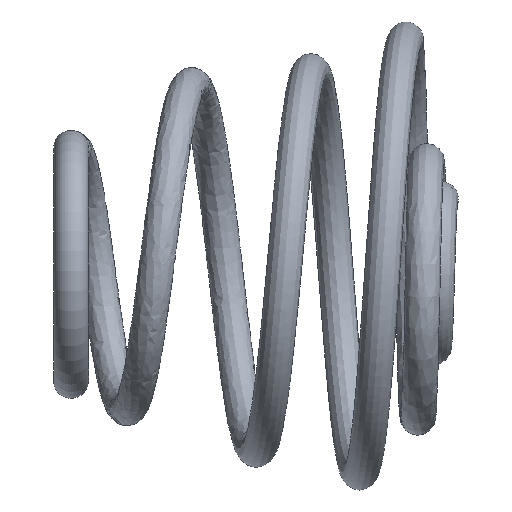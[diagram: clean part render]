
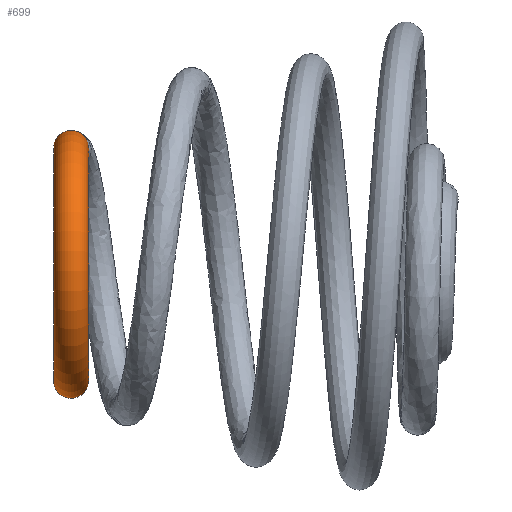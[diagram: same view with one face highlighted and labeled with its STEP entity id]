
A CAD part, left-side view. The second image highlights one B-rep face of the part: STEP entity #699.
In plain terms, the highlighted toroidal (fillet/blend) face has major radius 2.108 mm and minor radius 0.318 mm.
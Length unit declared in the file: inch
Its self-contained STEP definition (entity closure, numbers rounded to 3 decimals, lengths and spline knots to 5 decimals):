
#56 = DIRECTION ( 'NONE',  ( 0., 0., -1. ) ) ;
#58 = DIRECTION ( 'NONE',  ( 1., 0., 0. ) ) ;
#59 = CARTESIAN_POINT ( 'NONE',  ( 0., 0.239, -0.0835 ) ) ;
#63 = DIRECTION ( 'NONE',  ( 0., 0., 1. ) ) ;
#96 = DIRECTION ( 'NONE',  ( 0., 1., 0. ) ) ;
#130 = TOROIDAL_SURFACE ( 'NONE', #926, 0.083, 0.0125 ) ;
#144 = CIRCLE ( 'NONE', #487, 0.0125 ) ;
#145 = VERTEX_POINT ( 'NONE', #659 ) ;
#240 = CARTESIAN_POINT ( 'NONE',  ( 0., 0.239, -0.0005 ) ) ;
#252 = ORIENTED_EDGE ( 'NONE', *, *, #559, .F. ) ;
#407 = ORIENTED_EDGE ( 'NONE', *, *, #993, .F. ) ;
#419 = EDGE_LOOP ( 'NONE', ( #252 ) ) ;
#438 = AXIS2_PLACEMENT_3D ( 'NONE', #637, #632, #628 ) ;
#487 = AXIS2_PLACEMENT_3D ( 'NONE', #59, #58, #56 ) ;
#503 = FACE_OUTER_BOUND ( 'NONE', #419, .T. ) ;
#516 = CIRCLE ( 'NONE', #438, 0.0125 ) ;
#559 = EDGE_CURVE ( 'NONE', #145, #145, #144, .T. ) ;
#623 = CARTESIAN_POINT ( 'NONE',  ( 0., 0.239, 0.07 ) ) ;
#628 = DIRECTION ( 'NONE',  ( 0., 0., -1. ) ) ;
#632 = DIRECTION ( 'NONE',  ( 1., 0., 0. ) ) ;
#637 = CARTESIAN_POINT ( 'NONE',  ( 0., 0.239, 0.0825 ) ) ;
#659 = CARTESIAN_POINT ( 'NONE',  ( 0., 0.239, -0.096 ) ) ;
#699 = ADVANCED_FACE ( 'NONE', ( #503, #845 ), #130, .T. ) ;
#707 = VERTEX_POINT ( 'NONE', #623 ) ;
#789 = EDGE_LOOP ( 'NONE', ( #407 ) ) ;
#845 = FACE_OUTER_BOUND ( 'NONE', #789, .T. ) ;
#926 = AXIS2_PLACEMENT_3D ( 'NONE', #240, #96, #63 ) ;
#993 = EDGE_CURVE ( 'NONE', #707, #707, #516, .T. ) ;
